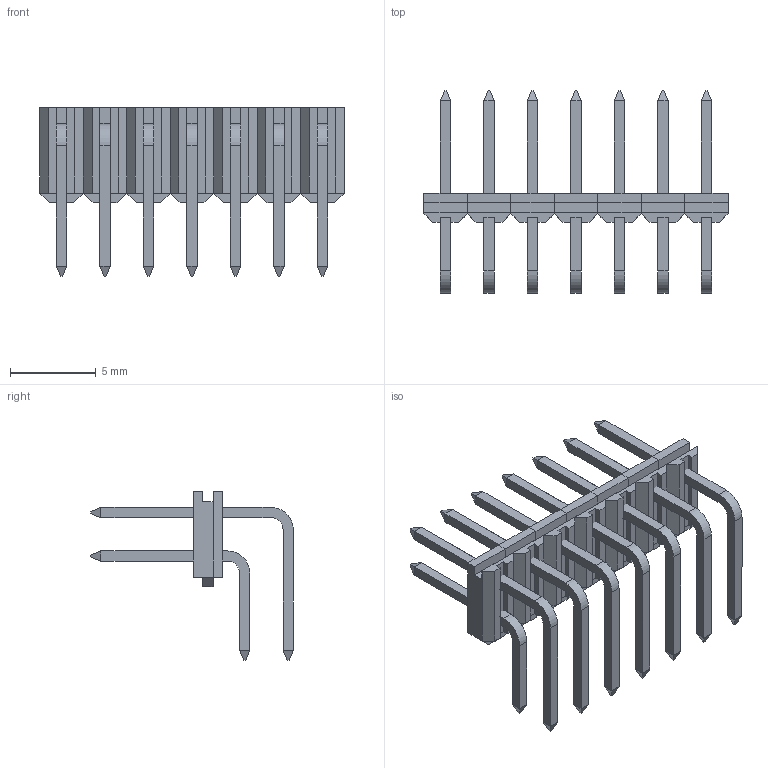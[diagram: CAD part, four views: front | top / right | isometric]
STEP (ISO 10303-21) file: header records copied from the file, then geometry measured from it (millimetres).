
FILE_DESCRIPTION((''),'2;1');
FILE_NAME('STELVIO-KONTEK_3910401114400.stp','2013-08-29T14:43:34',(''),(''),'Mechanical Desktop 2011','Mechanical Desktop 2011',', , ');
FILE_SCHEMA(('AUTOMOTIVE_DESIGN { 1 2 10303 214 1 1 1 1 }'));
Length unit declared in the file: millimetre
Products named in the file (1): Product
Bounding box: 17.78 x 11.84 x 9.87 mm (x, y, z)
Volume: 217.1 mm3; surface area: 980.7 mm2
Topology: 42 solids, 42 shells, 490 faces, 1106 edges, 700 vertices
Faces by surface type: plane 462, cylinder 28
Entity records: 13301 total; most frequent: CARTESIAN_POINT 2297, ORIENTED_EDGE 2212, DIRECTION 2144, EDGE_CURVE 1106, VECTOR 1050, LINE 1050, VERTEX_POINT 700, AXIS2_PLACEMENT_3D 547
